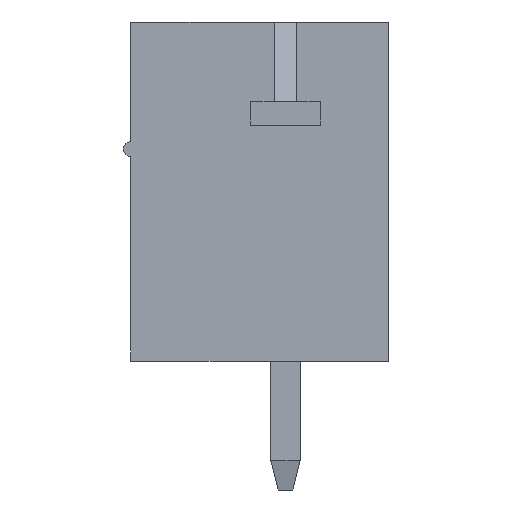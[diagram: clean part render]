
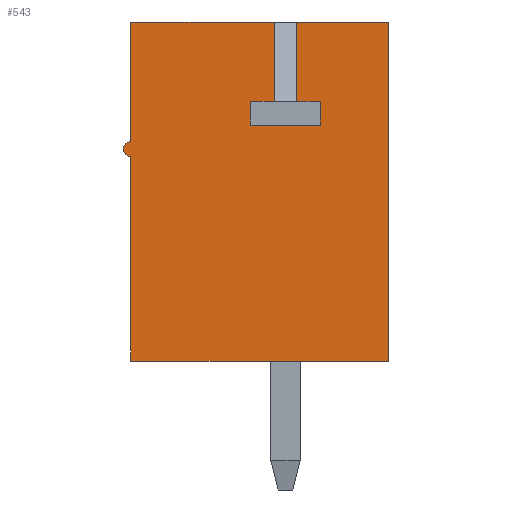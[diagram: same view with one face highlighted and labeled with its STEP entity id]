
A CAD part, left-side view. The second image highlights one B-rep face of the part: STEP entity #543.
In plain terms, the highlighted planar face has unit normal (-1, 0, 0).
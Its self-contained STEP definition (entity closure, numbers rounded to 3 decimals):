
#543 = ADVANCED_FACE( '', ( #1215 ), #1216, .F. );
#1215 = FACE_OUTER_BOUND( '', #2037, .T. );
#1216 = PLANE( '', #2038 );
#2037 = EDGE_LOOP( '', ( #3457, #3458, #3459, #3460, #3461, #3462, #3463, #3464, #3465, #3466, #3467, #3468, #3469, #3470 ) );
#2038 = AXIS2_PLACEMENT_3D( '', #3471, #3472, #3473 );
#3457 = ORIENTED_EDGE( '', *, *, #5541, .T. );
#3458 = ORIENTED_EDGE( '', *, *, #5579, .T. );
#3459 = ORIENTED_EDGE( '', *, *, #5451, .F. );
#3460 = ORIENTED_EDGE( '', *, *, #5580, .T. );
#3461 = ORIENTED_EDGE( '', *, *, #5581, .T. );
#3462 = ORIENTED_EDGE( '', *, *, #5486, .T. );
#3463 = ORIENTED_EDGE( '', *, *, #5582, .F. );
#3464 = ORIENTED_EDGE( '', *, *, #5583, .F. );
#3465 = ORIENTED_EDGE( '', *, *, #5445, .F. );
#3466 = ORIENTED_EDGE( '', *, *, #5584, .T. );
#3467 = ORIENTED_EDGE( '', *, *, #5585, .T. );
#3468 = ORIENTED_EDGE( '', *, *, #5209, .T. );
#3469 = ORIENTED_EDGE( '', *, *, #5311, .T. );
#3470 = ORIENTED_EDGE( '', *, *, #5315, .T. );
#3471 = CARTESIAN_POINT( '', ( -10.12, 0., 0. ) );
#3472 = DIRECTION( '', ( 1., 0., 0. ) );
#3473 = DIRECTION( '', ( 0., 0., -1. ) );
#5209 = EDGE_CURVE( '', #6306, #6307, #6308, .T. );
#5311 = EDGE_CURVE( '', #6307, #6489, #6490, .T. );
#5315 = EDGE_CURVE( '', #6489, #6495, #6496, .T. );
#5445 = EDGE_CURVE( '', #6709, #6711, #6712, .T. );
#5451 = EDGE_CURVE( '', #6720, #6708, #6722, .T. );
#5486 = EDGE_CURVE( '', #6766, #6771, #6773, .T. );
#5541 = EDGE_CURVE( '', #6495, #6858, #6859, .T. );
#5579 = EDGE_CURVE( '', #6858, #6708, #6914, .T. );
#5580 = EDGE_CURVE( '', #6720, #6915, #6916, .T. );
#5581 = EDGE_CURVE( '', #6915, #6766, #6917, .F. );
#5582 = EDGE_CURVE( '', #6918, #6771, #6919, .T. );
#5583 = EDGE_CURVE( '', #6711, #6918, #6920, .T. );
#5584 = EDGE_CURVE( '', #6709, #6921, #6922, .T. );
#5585 = EDGE_CURVE( '', #6921, #6306, #6923, .T. );
#6306 = VERTEX_POINT( '', #7890 );
#6307 = VERTEX_POINT( '', #7891 );
#6308 = LINE( '', #7892, #7893 );
#6489 = VERTEX_POINT( '', #8155 );
#6490 = LINE( '', #8156, #8157 );
#6495 = VERTEX_POINT( '', #8164 );
#6496 = LINE( '', #8165, #8166 );
#6708 = VERTEX_POINT( '', #8485 );
#6709 = VERTEX_POINT( '', #8486 );
#6711 = VERTEX_POINT( '', #8489 );
#6712 = LINE( '', #8490, #8491 );
#6720 = VERTEX_POINT( '', #8503 );
#6722 = LINE( '', #8506, #8507 );
#6766 = VERTEX_POINT( '', #8570 );
#6771 = VERTEX_POINT( '', #8577 );
#6773 = LINE( '', #8580, #8581 );
#6858 = VERTEX_POINT( '', #8709 );
#6859 = LINE( '', #8710, #8711 );
#6914 = LINE( '', #8792, #8793 );
#6915 = VERTEX_POINT( '', #8794 );
#6916 = LINE( '', #8795, #8796 );
#6917 = CIRCLE( '', #8797, 0.2 );
#6918 = VERTEX_POINT( '', #8798 );
#6919 = LINE( '', #8799, #8800 );
#6920 = LINE( '', #8801, #8802 );
#6921 = VERTEX_POINT( '', #8803 );
#6922 = LINE( '', #8804, #8805 );
#6923 = LINE( '', #8806, #8807 );
#7890 = CARTESIAN_POINT( '', ( -10.12, -1.75, 2.45 ) );
#7891 = CARTESIAN_POINT( '', ( -10.12, -1.75, 1.8 ) );
#7892 = CARTESIAN_POINT( '', ( -10.12, -1.75, 2.45 ) );
#7893 = VECTOR( '', #9804, 1000. );
#8155 = CARTESIAN_POINT( '', ( -10.12, 0.15, 1.8 ) );
#8156 = CARTESIAN_POINT( '', ( -10.12, -1.75, 1.8 ) );
#8157 = VECTOR( '', #9892, 1000. );
#8164 = CARTESIAN_POINT( '', ( -10.12, 0.15, 2.45 ) );
#8165 = CARTESIAN_POINT( '', ( -10.12, 0.15, 1.8 ) );
#8166 = VECTOR( '', #9895, 1000. );
#8485 = CARTESIAN_POINT( '', ( -10.12, -0.5, 4.6 ) );
#8486 = CARTESIAN_POINT( '', ( -10.12, -1.1, 4.6 ) );
#8489 = CARTESIAN_POINT( '', ( -10.12, -3.6, 4.6 ) );
#8490 = CARTESIAN_POINT( '', ( -10.12, 3.6, 4.6 ) );
#8491 = VECTOR( '', #10025, 1000. );
#8503 = CARTESIAN_POINT( '', ( -10.12, 3.4, 4.6 ) );
#8506 = CARTESIAN_POINT( '', ( -10.12, 3.6, 4.6 ) );
#8507 = VECTOR( '', #10031, 1000. );
#8570 = CARTESIAN_POINT( '', ( -10.12, 3.4, 0.95 ) );
#8577 = CARTESIAN_POINT( '', ( -10.12, 3.4, -4.6 ) );
#8580 = CARTESIAN_POINT( '', ( -10.12, 3.4, 0. ) );
#8581 = VECTOR( '', #10060, 1000. );
#8709 = CARTESIAN_POINT( '', ( -10.12, -0.5, 2.45 ) );
#8710 = CARTESIAN_POINT( '', ( -10.12, 0.15, 2.45 ) );
#8711 = VECTOR( '', #10107, 1000. );
#8792 = CARTESIAN_POINT( '', ( -10.12, -0.5, 2.45 ) );
#8793 = VECTOR( '', #10140, 1000. );
#8794 = CARTESIAN_POINT( '', ( -10.12, 3.4, 1.35 ) );
#8795 = CARTESIAN_POINT( '', ( -10.12, 3.4, 0. ) );
#8796 = VECTOR( '', #10141, 1000. );
#8797 = AXIS2_PLACEMENT_3D( '', #10142, #10143, #10144 );
#8798 = CARTESIAN_POINT( '', ( -10.12, -3.6, -4.6 ) );
#8799 = CARTESIAN_POINT( '', ( -10.12, -3.6, -4.6 ) );
#8800 = VECTOR( '', #10145, 1000. );
#8801 = CARTESIAN_POINT( '', ( -10.12, -3.6, 4.6 ) );
#8802 = VECTOR( '', #10146, 1000. );
#8803 = CARTESIAN_POINT( '', ( -10.12, -1.1, 2.45 ) );
#8804 = CARTESIAN_POINT( '', ( -10.12, -1.1, 4.6 ) );
#8805 = VECTOR( '', #10147, 1000. );
#8806 = CARTESIAN_POINT( '', ( -10.12, -1.1, 2.45 ) );
#8807 = VECTOR( '', #10148, 1000. );
#9804 = DIRECTION( '', ( 0., 0., -1. ) );
#9892 = DIRECTION( '', ( 0., 1., 0. ) );
#9895 = DIRECTION( '', ( 0., 0., 1. ) );
#10025 = DIRECTION( '', ( 0., -1., 0. ) );
#10031 = DIRECTION( '', ( 0., -1., 0. ) );
#10060 = DIRECTION( '', ( 0., 0., -1. ) );
#10107 = DIRECTION( '', ( 0., -1., 0. ) );
#10140 = DIRECTION( '', ( 0., 0., 1. ) );
#10141 = DIRECTION( '', ( 0., 0., -1. ) );
#10142 = CARTESIAN_POINT( '', ( -10.12, 3.4, 1.15 ) );
#10143 = DIRECTION( '', ( 1., 0., 0. ) );
#10144 = DIRECTION( '', ( 0., 0., -1. ) );
#10145 = DIRECTION( '', ( 0., 1., 0. ) );
#10146 = DIRECTION( '', ( 0., 0., -1. ) );
#10147 = DIRECTION( '', ( 0., 0., -1. ) );
#10148 = DIRECTION( '', ( 0., -1., 0. ) );
